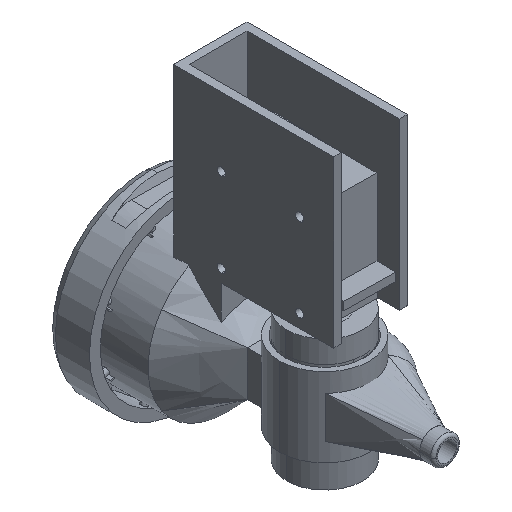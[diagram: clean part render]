
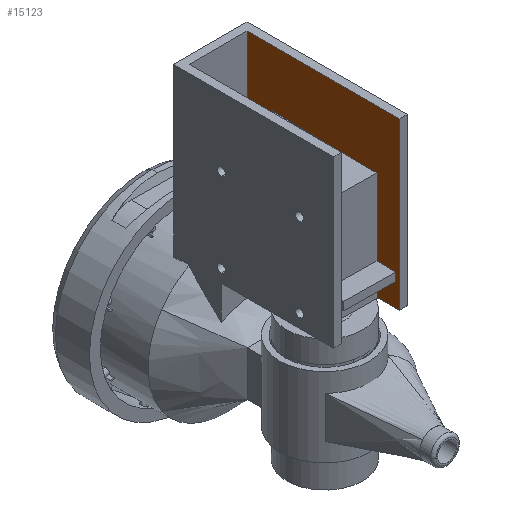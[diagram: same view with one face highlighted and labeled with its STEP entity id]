
A CAD part, isometric view. The second image highlights one B-rep face of the part: STEP entity #15123.
In plain terms, the highlighted planar face has unit normal (-1, 0, 0).
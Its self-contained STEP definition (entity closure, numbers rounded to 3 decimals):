
#108 = DIRECTION ( 'NONE',  ( 1., 0., 0. ) ) ;
#121 = CARTESIAN_POINT ( 'NONE',  ( 10.6, -20.829, 30.3 ) ) ;
#162 = EDGE_CURVE ( 'NONE', #17808, #3145, #10345, .T. ) ;
#245 = AXIS2_PLACEMENT_3D ( 'NONE', #13619, #859, #12153 ) ;
#493 = CARTESIAN_POINT ( 'NONE',  ( 10.6, -33.326, 83.569 ) ) ;
#520 = CARTESIAN_POINT ( 'NONE',  ( 10.6, 19.11, 25.535 ) ) ;
#615 = VECTOR ( 'NONE', #6839, 1000. ) ;
#689 = FACE_OUTER_BOUND ( 'NONE', #9255, .T. ) ;
#859 = DIRECTION ( 'NONE',  ( 1., 0., 0. ) ) ;
#1004 = DIRECTION ( 'NONE',  ( 1., 0., 0. ) ) ;
#1017 = CARTESIAN_POINT ( 'NONE',  ( 10.6, 20., 26.455 ) ) ;
#1023 = DIRECTION ( 'NONE',  ( 0., 1., 0. ) ) ;
#1261 = CARTESIAN_POINT ( 'NONE',  ( 10.6, 8.035, 62.577 ) ) ;
#1445 = AXIS2_PLACEMENT_3D ( 'NONE', #11463, #17242, #10990 ) ;
#1786 = FACE_BOUND ( 'NONE', #13548, .T. ) ;
#1821 = LINE ( 'NONE', #5613, #16183 ) ;
#1873 = LINE ( 'NONE', #16626, #615 ) ;
#1975 = ORIENTED_EDGE ( 'NONE', *, *, #18349, .T. ) ;
#2083 = CIRCLE ( 'NONE', #15818, 1.5 ) ;
#2125 = CARTESIAN_POINT ( 'NONE',  ( 10.6, -20.829, 31.8 ) ) ;
#2238 = VECTOR ( 'NONE', #2574, 1000. ) ;
#2548 = CARTESIAN_POINT ( 'NONE',  ( 10.6, 19.704, 26.148 ) ) ;
#2574 = DIRECTION ( 'NONE',  ( 0., 1., 0. ) ) ;
#2826 = EDGE_CURVE ( 'NONE', #11219, #16619, #10397, .T. ) ;
#2938 = ORIENTED_EDGE ( 'NONE', *, *, #3479, .T. ) ;
#3035 = VERTEX_POINT ( 'NONE', #18582 ) ;
#3145 = VERTEX_POINT ( 'NONE', #7607 ) ;
#3263 = EDGE_CURVE ( 'NONE', #15530, #16105, #14392, .T. ) ;
#3479 = EDGE_CURVE ( 'NONE', #5386, #10367, #19927, .T. ) ;
#4205 = CARTESIAN_POINT ( 'NONE',  ( 10.6, -33.326, 25.535 ) ) ;
#4309 = CARTESIAN_POINT ( 'NONE',  ( 10.6, -20.829, 59.577 ) ) ;
#4377 = VERTEX_POINT ( 'NONE', #2125 ) ;
#4520 = VERTEX_POINT ( 'NONE', #520 ) ;
#4586 = CARTESIAN_POINT ( 'NONE',  ( 10.6, 22.674, 86.469 ) ) ;
#4646 = ORIENTED_EDGE ( 'NONE', *, *, #4982, .T. ) ;
#4982 = EDGE_CURVE ( 'NONE', #8974, #4377, #2083, .T. ) ;
#5059 = DIRECTION ( 'NONE',  ( 0., 0., -1. ) ) ;
#5079 = PLANE ( 'NONE',  #18815 ) ;
#5152 = CARTESIAN_POINT ( 'NONE',  ( 10.6, 8.035, 31.8 ) ) ;
#5386 = VERTEX_POINT ( 'NONE', #1261 ) ;
#5613 = CARTESIAN_POINT ( 'NONE',  ( 10.6, 43., 26.455 ) ) ;
#5803 = FACE_BOUND ( 'NONE', #12597, .T. ) ;
#5813 = EDGE_CURVE ( 'NONE', #3035, #11219, #1873, .T. ) ;
#5827 = AXIS2_PLACEMENT_3D ( 'NONE', #8977, #1004, #5873 ) ;
#5873 = DIRECTION ( 'NONE',  ( 0., 0., -1. ) ) ;
#6148 = DIRECTION ( 'NONE',  ( 1., 0., 0. ) ) ;
#6417 = ORIENTED_EDGE ( 'NONE', *, *, #14965, .T. ) ;
#6508 = CARTESIAN_POINT ( 'NONE',  ( 10.6, -20.829, 61.077 ) ) ;
#6690 = CARTESIAN_POINT ( 'NONE',  ( 10.6, -33.326, 83.569 ) ) ;
#6839 = DIRECTION ( 'NONE',  ( 0., 1., 0. ) ) ;
#6879 = EDGE_LOOP ( 'NONE', ( #4646, #6417 ) ) ;
#7077 = VECTOR ( 'NONE', #11629, 1000. ) ;
#7363 = CARTESIAN_POINT ( 'NONE',  ( 10.6, 19.11, 25.535 ) ) ;
#7572 = ORIENTED_EDGE ( 'NONE', *, *, #15347, .F. ) ;
#7607 = CARTESIAN_POINT ( 'NONE',  ( 10.6, 8.035, 28.8 ) ) ;
#8150 = EDGE_CURVE ( 'NONE', #16619, #9817, #1821, .T. ) ;
#8302 = DIRECTION ( 'NONE',  ( 1., 0., 0. ) ) ;
#8346 = FACE_BOUND ( 'NONE', #6879, .T. ) ;
#8517 = CIRCLE ( 'NONE', #8851, 1.5 ) ;
#8851 = AXIS2_PLACEMENT_3D ( 'NONE', #6508, #11572, #11500 ) ;
#8882 = VECTOR ( 'NONE', #13537, 1000. ) ;
#8974 = VERTEX_POINT ( 'NONE', #15176 ) ;
#8977 = CARTESIAN_POINT ( 'NONE',  ( 10.6, -20.829, 61.077 ) ) ;
#9255 = EDGE_LOOP ( 'NONE', ( #20209, #16020, #10906, #20872, #19560, #18572, #7572 ) ) ;
#9340 = DIRECTION ( 'NONE',  ( 0., 0., -1. ) ) ;
#9450 = ORIENTED_EDGE ( 'NONE', *, *, #14057, .T. ) ;
#9486 = EDGE_CURVE ( 'NONE', #15789, #12351, #10617, .T. ) ;
#9817 = VERTEX_POINT ( 'NONE', #1017 ) ;
#10345 = CIRCLE ( 'NONE', #1445, 1.5 ) ;
#10365 = FACE_BOUND ( 'NONE', #12802, .T. ) ;
#10367 = VERTEX_POINT ( 'NONE', #11129 ) ;
#10397 = LINE ( 'NONE', #19850, #8882 ) ;
#10617 = CIRCLE ( 'NONE', #5827, 1.5 ) ;
#10772 = ORIENTED_EDGE ( 'NONE', *, *, #9486, .T. ) ;
#10906 = ORIENTED_EDGE ( 'NONE', *, *, #5813, .T. ) ;
#10930 = DIRECTION ( 'NONE',  ( 0., 0., -1. ) ) ;
#10990 = DIRECTION ( 'NONE',  ( 0., 0., -1. ) ) ;
#11129 = CARTESIAN_POINT ( 'NONE',  ( 10.6, 8.035, 59.577 ) ) ;
#11219 = VERTEX_POINT ( 'NONE', #4586 ) ;
#11244 = CIRCLE ( 'NONE', #245, 1.5 ) ;
#11383 = DIRECTION ( 'NONE',  ( 1., 0., 0. ) ) ;
#11449 = EDGE_CURVE ( 'NONE', #3035, #15530, #15616, .T. ) ;
#11463 = CARTESIAN_POINT ( 'NONE',  ( 10.6, 8.035, 30.3 ) ) ;
#11500 = DIRECTION ( 'NONE',  ( 0., 0., -1. ) ) ;
#11549 = DIRECTION ( 'NONE',  ( 0., 0., -1. ) ) ;
#11572 = DIRECTION ( 'NONE',  ( 1., 0., 0. ) ) ;
#11629 = DIRECTION ( 'NONE',  ( 0., 0., -1. ) ) ;
#11651 = CARTESIAN_POINT ( 'NONE',  ( 10.6, 8., 25.535 ) ) ;
#11737 = AXIS2_PLACEMENT_3D ( 'NONE', #19213, #6148, #10930 ) ;
#12153 = DIRECTION ( 'NONE',  ( 0., 0., -1. ) ) ;
#12351 = VERTEX_POINT ( 'NONE', #4309 ) ;
#12597 = EDGE_LOOP ( 'NONE', ( #20309, #13318 ) ) ;
#12802 = EDGE_LOOP ( 'NONE', ( #1975, #2938 ) ) ;
#12922 = CARTESIAN_POINT ( 'NONE',  ( 10.6, -20.829, 30.3 ) ) ;
#12986 = DIRECTION ( 'NONE',  ( 0., 0., -1. ) ) ;
#13318 = ORIENTED_EDGE ( 'NONE', *, *, #162, .T. ) ;
#13407 = CIRCLE ( 'NONE', #14100, 1.5 ) ;
#13537 = DIRECTION ( 'NONE',  ( 0., 0., -1. ) ) ;
#13548 = EDGE_LOOP ( 'NONE', ( #9450, #10772 ) ) ;
#13582 = CARTESIAN_POINT ( 'NONE',  ( 10.6, -33.326, 25.535 ) ) ;
#13619 = CARTESIAN_POINT ( 'NONE',  ( 10.6, 8.035, 61.077 ) ) ;
#13760 = EDGE_CURVE ( 'NONE', #4520, #9817, #14930, .T. ) ;
#13826 = CARTESIAN_POINT ( 'NONE',  ( 10.6, 20., 26.455 ) ) ;
#14057 = EDGE_CURVE ( 'NONE', #12351, #15789, #8517, .T. ) ;
#14100 = AXIS2_PLACEMENT_3D ( 'NONE', #121, #11383, #5059 ) ;
#14171 = CARTESIAN_POINT ( 'NONE',  ( 10.6, 8.035, 61.077 ) ) ;
#14240 = DIRECTION ( 'NONE',  ( 1., 0., 0. ) ) ;
#14345 = LINE ( 'NONE', #13582, #2238 ) ;
#14392 = LINE ( 'NONE', #4205, #16407 ) ;
#14930 = B_SPLINE_CURVE_WITH_KNOTS ( 'NONE', 3,
 ( #7363, #15298, #2548, #13826 ),
 .UNSPECIFIED., .F., .F.,
 ( 4, 4 ),
 ( 0., 0.001 ),
 .UNSPECIFIED. ) ;
#14965 = EDGE_CURVE ( 'NONE', #4377, #8974, #13407, .T. ) ;
#15123 = ADVANCED_FACE ( 'NONE', ( #10365, #1786, #8346, #5803, #689 ), #5079, .F. ) ;
#15176 = CARTESIAN_POINT ( 'NONE',  ( 10.6, -20.829, 28.8 ) ) ;
#15298 = CARTESIAN_POINT ( 'NONE',  ( 10.6, 19.407, 25.841 ) ) ;
#15347 = EDGE_CURVE ( 'NONE', #16105, #4520, #14345, .T. ) ;
#15530 = VERTEX_POINT ( 'NONE', #20442 ) ;
#15616 = LINE ( 'NONE', #493, #7077 ) ;
#15789 = VERTEX_POINT ( 'NONE', #18412 ) ;
#15818 = AXIS2_PLACEMENT_3D ( 'NONE', #12922, #108, #12986 ) ;
#16020 = ORIENTED_EDGE ( 'NONE', *, *, #11449, .F. ) ;
#16105 = VERTEX_POINT ( 'NONE', #11651 ) ;
#16183 = VECTOR ( 'NONE', #20068, 1000. ) ;
#16407 = VECTOR ( 'NONE', #1023, 1000. ) ;
#16619 = VERTEX_POINT ( 'NONE', #18970 ) ;
#16626 = CARTESIAN_POINT ( 'NONE',  ( 10.6, 22.674, 86.469 ) ) ;
#17026 = AXIS2_PLACEMENT_3D ( 'NONE', #14171, #14240, #9340 ) ;
#17242 = DIRECTION ( 'NONE',  ( 1., 0., 0. ) ) ;
#17808 = VERTEX_POINT ( 'NONE', #5152 ) ;
#18349 = EDGE_CURVE ( 'NONE', #10367, #5386, #11244, .T. ) ;
#18412 = CARTESIAN_POINT ( 'NONE',  ( 10.6, -20.829, 62.577 ) ) ;
#18572 = ORIENTED_EDGE ( 'NONE', *, *, #13760, .F. ) ;
#18582 = CARTESIAN_POINT ( 'NONE',  ( 10.6, -33.326, 86.469 ) ) ;
#18815 = AXIS2_PLACEMENT_3D ( 'NONE', #6690, #8302, #11549 ) ;
#18970 = CARTESIAN_POINT ( 'NONE',  ( 10.6, 22.674, 26.455 ) ) ;
#19049 = EDGE_CURVE ( 'NONE', #3145, #17808, #20276, .T. ) ;
#19213 = CARTESIAN_POINT ( 'NONE',  ( 10.6, 8.035, 30.3 ) ) ;
#19560 = ORIENTED_EDGE ( 'NONE', *, *, #8150, .T. ) ;
#19850 = CARTESIAN_POINT ( 'NONE',  ( 10.6, 22.674, 83.569 ) ) ;
#19927 = CIRCLE ( 'NONE', #17026, 1.5 ) ;
#20068 = DIRECTION ( 'NONE',  ( 0., -1., 0. ) ) ;
#20209 = ORIENTED_EDGE ( 'NONE', *, *, #3263, .F. ) ;
#20276 = CIRCLE ( 'NONE', #11737, 1.5 ) ;
#20309 = ORIENTED_EDGE ( 'NONE', *, *, #19049, .T. ) ;
#20442 = CARTESIAN_POINT ( 'NONE',  ( 10.6, -33.326, 25.535 ) ) ;
#20872 = ORIENTED_EDGE ( 'NONE', *, *, #2826, .T. ) ;
